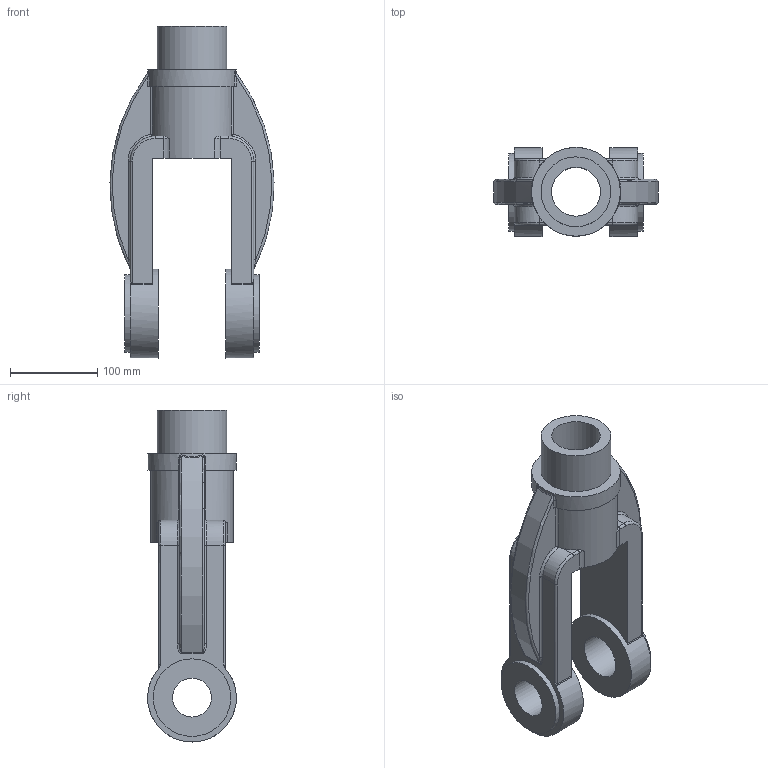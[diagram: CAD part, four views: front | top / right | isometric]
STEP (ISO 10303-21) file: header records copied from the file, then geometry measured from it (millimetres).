
FILE_DESCRIPTION(/* description */ (''),/* implementation_level */ '2;1');
FILE_NAME(/* name */ 'fork',/* time_stamp */ '1999-06-17T17:16:00-04:00',/* author */ ('PC User'),/* organization */ ('3D/EYE, Inc.'),/* preprocessor_version */ 'ST-DEVELOPER 1.6',/* originating_system */ 'IronCAD2.0',/* authorisation */ '');
FILE_SCHEMA (('CONFIG_CONTROL_DESIGN'));
Products named in the file (1): 1
Bounding box: 187.85 x 101.6 x 380.2 mm (x, y, z)
Volume: 1934375.2 mm3; surface area: 214388.1 mm2
Topology: 1 solids, 1 shells, 106 faces, 268 edges, 167 vertices
Faces by surface type: cylinder 47, plane 29, torus 16, bspline 14
Full cylindrical faces by diameter (mm): 44.45 x1, 50.8 x1, 55.907 x1, 79.881 x1, 88.9 x2, 101.6 x3
Entity records: 5876 total; most frequent: CARTESIAN_POINT 3014, ORIENTED_EDGE 508, DIRECTION 429, EDGE_CURVE 254, INTERSECTION_CURVE 254, AXIS2_PLACEMENT_3D 191, VERTEX_POINT 162, FACE_BOUND 124
